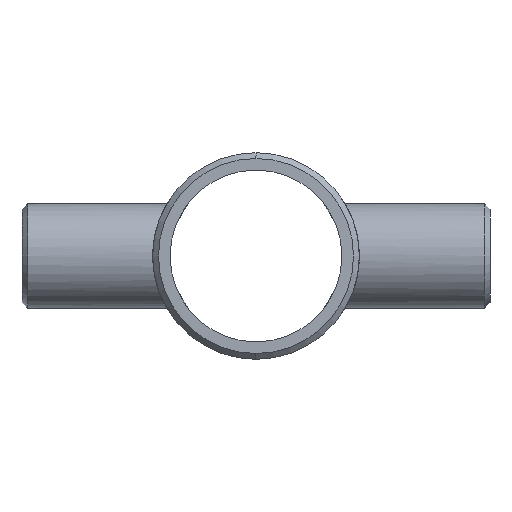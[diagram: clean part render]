
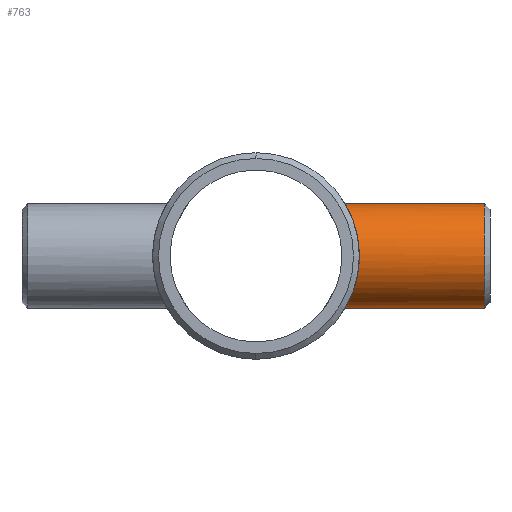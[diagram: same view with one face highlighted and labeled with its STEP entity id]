
A CAD part, left-side view. The second image highlights one B-rep face of the part: STEP entity #763.
In plain terms, the highlighted cylindrical face has radius 10.668 mm (diameter 21.336 mm), a partial arc.
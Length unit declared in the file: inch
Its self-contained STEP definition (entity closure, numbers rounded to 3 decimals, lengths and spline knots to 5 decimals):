
#10 = ORIENTED_EDGE ( 'NONE', *, *, #75, .F. ) ;
#23 = CARTESIAN_POINT ( 'NONE',  ( 0., -1.83333, 0. ) ) ;
#26 = CARTESIAN_POINT ( 'NONE',  ( -0.25673, -0.76023, 0.3335 ) ) ;
#33 = CARTESIAN_POINT ( 'NONE',  ( -0.37608, -0.80864, -0.18749 ) ) ;
#37 = CARTESIAN_POINT ( 'NONE',  ( -0.41439, -0.82717, 0.06983 ) ) ;
#40 = ORIENTED_EDGE ( 'NONE', *, *, #192, .T. ) ;
#45 = CIRCLE ( 'NONE', #169, 0.42 ) ;
#47 = CARTESIAN_POINT ( 'NONE',  ( 0., -0.71589, 0.42 ) ) ;
#50 = CARTESIAN_POINT ( 'NONE',  ( -0.38199, -0.81142, 0.17512 ) ) ;
#75 = EDGE_CURVE ( 'NONE', #1010, #1022, #187, .T. ) ;
#122 = CARTESIAN_POINT ( 'NONE',  ( -0.42001, -0.83001, -0.01352 ) ) ;
#125 = CYLINDRICAL_SURFACE ( 'NONE', #832, 0.42 ) ;
#127 = CARTESIAN_POINT ( 'NONE',  ( -0.33279, -0.78942, -0.25659 ) ) ;
#134 = CARTESIAN_POINT ( 'NONE',  ( -0.39808, -0.81907, -0.13674 ) ) ;
#141 = CARTESIAN_POINT ( 'NONE',  ( -0.11107, -0.72395, -0.406 ) ) ;
#169 = AXIS2_PLACEMENT_3D ( 'NONE', #23, #369, #707 ) ;
#187 = LINE ( 'NONE', #531, #569 ) ;
#192 = EDGE_CURVE ( 'NONE', #486, #1022, #307, .T. ) ;
#194 = CARTESIAN_POINT ( 'NONE',  ( -0.18793, -0.73973, 0.37663 ) ) ;
#214 = CARTESIAN_POINT ( 'NONE',  ( -0.07023, -0.7192, -0.41432 ) ) ;
#220 = CARTESIAN_POINT ( 'NONE',  ( -0.36309, -0.80269, 0.21154 ) ) ;
#225 = CARTESIAN_POINT ( 'NONE',  ( -0.21196, -0.7463, -0.3636 ) ) ;
#276 = CARTESIAN_POINT ( 'NONE',  ( -0.05592, -0.71794, 0.4165 ) ) ;
#283 = CARTESIAN_POINT ( 'NONE',  ( -0.33314, -0.78949, 0.25721 ) ) ;
#294 = CARTESIAN_POINT ( 'NONE',  ( 0., -1.83333, 0.42 ) ) ;
#296 = CARTESIAN_POINT ( 'NONE',  ( -0.01412, -0.71589, -0.42 ) ) ;
#307 = B_SPLINE_CURVE_WITH_KNOTS ( 'NONE', 3,
 ( #703, #357, #1045, #276, #619, #961, #795, #194, #537, #26, #709, #1052, #283, #568, #220, #388, #50, #973, #809, #37, #482, #382, #561, #122, #469, #902, #724, #881, #134, #824, #33, #394, #1065, #476, #127, #464, #979, #730, #908, #225, #820, #888, #141, #214, #556, #897, #296, #636 ),
 .UNSPECIFIED., .F., .F.,
 ( 4, 2, 2, 2, 2, 2, 2, 2, 2, 2, 2, 2, 2, 2, 2, 2, 2, 2, 2, 2, 2, 2, 2, 4 ),
 ( 0.03395, 0.03501, 0.03606, 0.03818, 0.0403, 0.04242, 0.04453, 0.04559, 0.04665, 0.04877, 0.04983, 0.05089, 0.05195, 0.05301, 0.05512, 0.05618, 0.05724, 0.0583, 0.05936, 0.06148, 0.06359, 0.06571, 0.06677, 0.06783 ),
 .UNSPECIFIED. ) ;
#357 = CARTESIAN_POINT ( 'NONE',  ( -0.01391, -0.71589, 0.42 ) ) ;
#364 = DIRECTION ( 'NONE',  ( 0., 1., 0. ) ) ;
#369 = DIRECTION ( 'NONE',  ( 0., 1., 0. ) ) ;
#382 = CARTESIAN_POINT ( 'NONE',  ( -0.41929, -0.82964, 0.02818 ) ) ;
#385 = DIRECTION ( 'NONE',  ( 0., 0., -1. ) ) ;
#388 = CARTESIAN_POINT ( 'NONE',  ( -0.3761, -0.80865, 0.18744 ) ) ;
#394 = CARTESIAN_POINT ( 'NONE',  ( -0.36306, -0.80267, -0.2116 ) ) ;
#442 = CARTESIAN_POINT ( 'NONE',  ( 0., -1.83333, -0.42 ) ) ;
#464 = CARTESIAN_POINT ( 'NONE',  ( -0.31554, -0.78231, -0.27752 ) ) ;
#469 = CARTESIAN_POINT ( 'NONE',  ( -0.41934, -0.82966, -0.02745 ) ) ;
#476 = CARTESIAN_POINT ( 'NONE',  ( -0.34088, -0.79288, -0.24573 ) ) ;
#482 = CARTESIAN_POINT ( 'NONE',  ( -0.41649, -0.82823, 0.05592 ) ) ;
#486 = VERTEX_POINT ( 'NONE', #47 ) ;
#502 = VERTEX_POINT ( 'NONE', #294 ) ;
#531 = CARTESIAN_POINT ( 'NONE',  ( 0., -1.88, -0.42 ) ) ;
#537 = CARTESIAN_POINT ( 'NONE',  ( -0.21182, -0.74626, 0.36368 ) ) ;
#556 = CARTESIAN_POINT ( 'NONE',  ( -0.05627, -0.71796, -0.41645 ) ) ;
#558 = FACE_OUTER_BOUND ( 'NONE', #587, .T. ) ;
#561 = CARTESIAN_POINT ( 'NONE',  ( -0.41999, -0.82999, 0.01429 ) ) ;
#568 = CARTESIAN_POINT ( 'NONE',  ( -0.35595, -0.79947, 0.22335 ) ) ;
#569 = VECTOR ( 'NONE', #364, 39.37008 ) ;
#587 = EDGE_LOOP ( 'NONE', ( #694, #792, #40, #10 ) ) ;
#619 = CARTESIAN_POINT ( 'NONE',  ( -0.06977, -0.71916, 0.4144 ) ) ;
#620 = CARTESIAN_POINT ( 'NONE',  ( 0., -0.71589, -0.42 ) ) ;
#636 = CARTESIAN_POINT ( 'NONE',  ( 0., -0.71589, -0.42 ) ) ;
#694 = ORIENTED_EDGE ( 'NONE', *, *, #813, .T. ) ;
#703 = CARTESIAN_POINT ( 'NONE',  ( 0., -0.71589, 0.42 ) ) ;
#707 = DIRECTION ( 'NONE',  ( 0., 0., -1. ) ) ;
#709 = CARTESIAN_POINT ( 'NONE',  ( -0.27789, -0.76773, 0.31608 ) ) ;
#710 = LINE ( 'NONE', #955, #745 ) ;
#724 = CARTESIAN_POINT ( 'NONE',  ( -0.41447, -0.82721, -0.06935 ) ) ;
#730 = CARTESIAN_POINT ( 'NONE',  ( -0.27758, -0.76762, -0.31636 ) ) ;
#745 = VECTOR ( 'NONE', #785, 39.37008 ) ;
#763 = ADVANCED_FACE ( 'NONE', ( #558 ), #125, .T. ) ;
#785 = DIRECTION ( 'NONE',  ( 0., 1., 0. ) ) ;
#792 = ORIENTED_EDGE ( 'NONE', *, *, #1008, .T. ) ;
#795 = CARTESIAN_POINT ( 'NONE',  ( -0.13691, -0.72844, 0.39802 ) ) ;
#798 = DIRECTION ( 'NONE',  ( 0., 1., 0. ) ) ;
#809 = CARTESIAN_POINT ( 'NONE',  ( -0.40602, -0.823, 0.11106 ) ) ;
#813 = EDGE_CURVE ( 'NONE', #1010, #502, #45, .T. ) ;
#820 = CARTESIAN_POINT ( 'NONE',  ( -0.18759, -0.73965, -0.37677 ) ) ;
#824 = CARTESIAN_POINT ( 'NONE',  ( -0.38207, -0.81145, -0.17496 ) ) ;
#832 = AXIS2_PLACEMENT_3D ( 'NONE', #970, #798, #385 ) ;
#881 = CARTESIAN_POINT ( 'NONE',  ( -0.4062, -0.82309, -0.11036 ) ) ;
#888 = CARTESIAN_POINT ( 'NONE',  ( -0.13722, -0.72851, -0.39789 ) ) ;
#897 = CARTESIAN_POINT ( 'NONE',  ( -0.02823, -0.71631, -0.41929 ) ) ;
#902 = CARTESIAN_POINT ( 'NONE',  ( -0.41657, -0.82827, -0.05535 ) ) ;
#908 = CARTESIAN_POINT ( 'NONE',  ( -0.25682, -0.76026, -0.33343 ) ) ;
#955 = CARTESIAN_POINT ( 'NONE',  ( 0., -1.88, 0.42 ) ) ;
#961 = CARTESIAN_POINT ( 'NONE',  ( -0.11057, -0.72387, 0.40613 ) ) ;
#970 = CARTESIAN_POINT ( 'NONE',  ( 0., -1.88, 0. ) ) ;
#973 = CARTESIAN_POINT ( 'NONE',  ( -0.39785, -0.81896, 0.13734 ) ) ;
#979 = CARTESIAN_POINT ( 'NONE',  ( -0.30634, -0.77863, -0.28765 ) ) ;
#1008 = EDGE_CURVE ( 'NONE', #502, #486, #710, .T. ) ;
#1010 = VERTEX_POINT ( 'NONE', #442 ) ;
#1022 = VERTEX_POINT ( 'NONE', #620 ) ;
#1045 = CARTESIAN_POINT ( 'NONE',  ( -0.02787, -0.7163, 0.41931 ) ) ;
#1052 = CARTESIAN_POINT ( 'NONE',  ( -0.31601, -0.78234, 0.27797 ) ) ;
#1065 = CARTESIAN_POINT ( 'NONE',  ( -0.35602, -0.7995, -0.22324 ) ) ;
